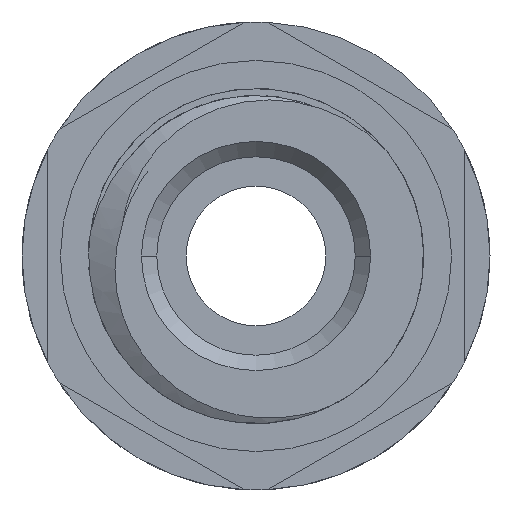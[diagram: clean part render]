
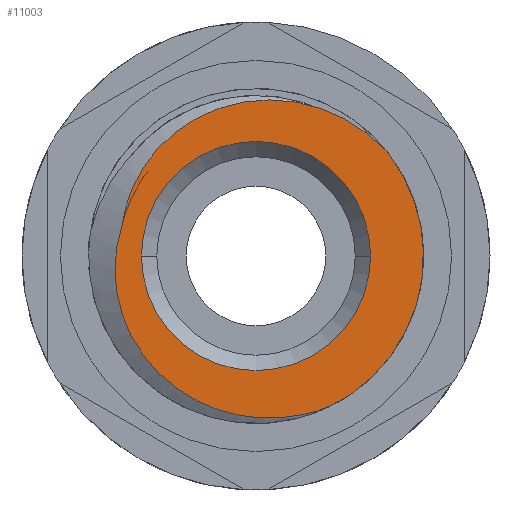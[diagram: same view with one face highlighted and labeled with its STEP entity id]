
A CAD part, front view. The second image highlights one B-rep face of the part: STEP entity #11003.
In plain terms, the highlighted planar face has unit normal (0, -1, 0).
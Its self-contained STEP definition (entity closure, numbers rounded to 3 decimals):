
#17=CARTESIAN_POINT('',(0.,0.,0.));
#18=DIRECTION('',(0.,-1.,0.));
#19=DIRECTION('',(-1.,0.,0.));
#20=AXIS2_PLACEMENT_3D('',#17,#18,#19);
#26=CARTESIAN_POINT('',(0.,0.,0.));
#27=DIRECTION('',(0.,-1.,0.));
#28=DIRECTION('',(1.,0.,0.));
#29=AXIS2_PLACEMENT_3D('',#26,#27,#28);
#34=CARTESIAN_POINT('',(-4.794,0.,1.094));
#35=CARTESIAN_POINT('',(-4.879,0.,0.842));
#36=CARTESIAN_POINT('',(-5.005,0.,0.327));
#37=CARTESIAN_POINT('',(-5.071,0.,-0.482));
#38=CARTESIAN_POINT('',(-5.004,0.,-1.305));
#39=CARTESIAN_POINT('',(-4.807,0.,-2.102));
#40=CARTESIAN_POINT('',(-4.482,0.,-2.871));
#41=CARTESIAN_POINT('',(-4.033,0.,-3.59));
#42=CARTESIAN_POINT('',(-3.459,0.,-4.247));
#43=CARTESIAN_POINT('',(-2.778,0.,-4.809));
#44=CARTESIAN_POINT('',(-2.047,0.,-5.238));
#45=CARTESIAN_POINT('',(-1.303,0.,-5.539));
#46=CARTESIAN_POINT('',(-0.545,0.,-5.729));
#47=CARTESIAN_POINT('',(0.232,0.,-5.816));
#48=CARTESIAN_POINT('',(1.034,0.,-5.796));
#49=CARTESIAN_POINT('',(1.84,0.,-5.662));
#50=CARTESIAN_POINT('',(2.352,0.,-5.503));
#51=CARTESIAN_POINT('',(2.603,0.,-5.406));
#56=CARTESIAN_POINT('',(4.691,0.,3.741));
#57=CARTESIAN_POINT('',(4.474,0.,3.972));
#58=CARTESIAN_POINT('',(4.013,0.,4.391));
#59=CARTESIAN_POINT('',(3.228,0.,4.906));
#60=CARTESIAN_POINT('',(2.391,0.,5.28));
#61=CARTESIAN_POINT('',(1.502,0.,5.519));
#62=CARTESIAN_POINT('',(0.603,0.,5.61));
#63=CARTESIAN_POINT('',(-0.291,0.,5.558));
#64=CARTESIAN_POINT('',(-1.159,0.,5.364));
#65=CARTESIAN_POINT('',(-1.97,0.,5.039));
#66=CARTESIAN_POINT('',(-2.716,0.,4.59));
#67=CARTESIAN_POINT('',(-3.368,0.,4.033));
#68=CARTESIAN_POINT('',(-3.915,0.,3.386));
#69=CARTESIAN_POINT('',(-4.345,0.,2.667));
#70=CARTESIAN_POINT('',(-4.647,0.,1.894));
#71=CARTESIAN_POINT('',(-4.76,0.,1.365));
#72=CARTESIAN_POINT('',(-4.794,0.,1.094));
#9542=CARTESIAN_POINT('',(0.,0.,0.));
#9543=DIRECTION('',(0.,-1.,0.));
#9544=DIRECTION('',(0.434,0.,-0.901));
#9545=AXIS2_PLACEMENT_3D('',#9542,#9543,#9544);
#10371=VERTEX_POINT('',#34);
#10372=VERTEX_POINT('',#51);
#10373=VERTEX_POINT('',#56);
#10408=CARTESIAN_POINT('',(-4.1,0.,0.));
#10409=CARTESIAN_POINT('',(4.1,0.,0.));
#10410=VERTEX_POINT('',#10408);
#10411=VERTEX_POINT('',#10409);
#10984=CARTESIAN_POINT('',(0.,0.,0.));
#10985=DIRECTION('',(0.,1.,0.));
#10986=DIRECTION('',(1.,0.,0.));
#10987=AXIS2_PLACEMENT_3D('',#10984,#10985,#10986);
#10988=PLANE('',#10987);
#10990=ORIENTED_EDGE('',*,*,#10989,.F.);
#10992=ORIENTED_EDGE('',*,*,#10991,.F.);
#10994=ORIENTED_EDGE('',*,*,#10993,.F.);
#10995=EDGE_LOOP('',(#10990,#10992,#10994));
#10996=FACE_OUTER_BOUND('',#10995,.F.);
#10998=ORIENTED_EDGE('',*,*,#10997,.T.);
#11000=ORIENTED_EDGE('',*,*,#10999,.T.);
#11001=EDGE_LOOP('',(#10998,#11000));
#11002=FACE_BOUND('',#11001,.F.);
#11003=ADVANCED_FACE('',(#10996,#11002),#10988,.F.);
#21=CIRCLE('',#20,4.1);
#30=CIRCLE('',#29,4.1);
#52=B_SPLINE_CURVE_WITH_KNOTS('',3,(#34,#35,#36,#37,#38,#39,#40,#41,#42,#43,#44,
#45,#46,#47,#48,#49,#50,#51),.UNSPECIFIED.,.F.,.F.,(4,1,1,1,1,1,1,1,1,1,1,1,1,1,
1,4),(0.,0.067,0.133,0.2,0.267,
0.333,0.4,0.467,0.533,0.6,
0.667,0.733,0.8,0.867,0.933,
1.),.UNSPECIFIED.);
#73=B_SPLINE_CURVE_WITH_KNOTS('',3,(#56,#57,#58,#59,#60,#61,#62,#63,#64,#65,#66,
#67,#68,#69,#70,#71,#72),.UNSPECIFIED.,.F.,.F.,(4,1,1,1,1,1,1,1,1,1,1,1,1,1,4),(
0.,0.071,0.143,0.214,0.286,
0.357,0.429,0.5,0.571,0.643,
0.714,0.786,0.857,0.929,1.),
.UNSPECIFIED.);
#9546=CIRCLE('',#9545,6.);
#10989=EDGE_CURVE('',#10371,#10372,#52,.T.);
#10991=EDGE_CURVE('',#10373,#10371,#73,.T.);
#10993=EDGE_CURVE('',#10372,#10373,#9546,.T.);
#10997=EDGE_CURVE('',#10410,#10411,#21,.T.);
#10999=EDGE_CURVE('',#10411,#10410,#30,.T.);
